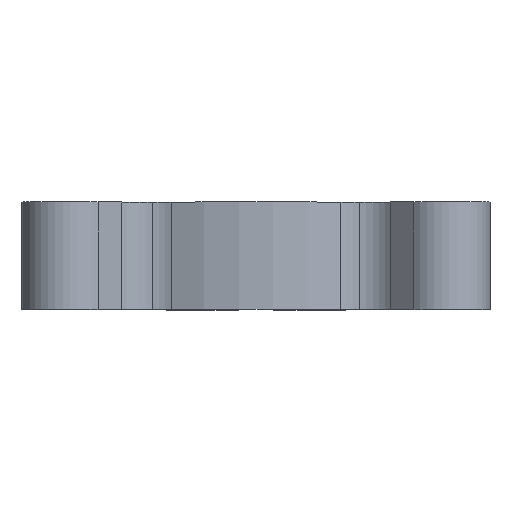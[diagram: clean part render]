
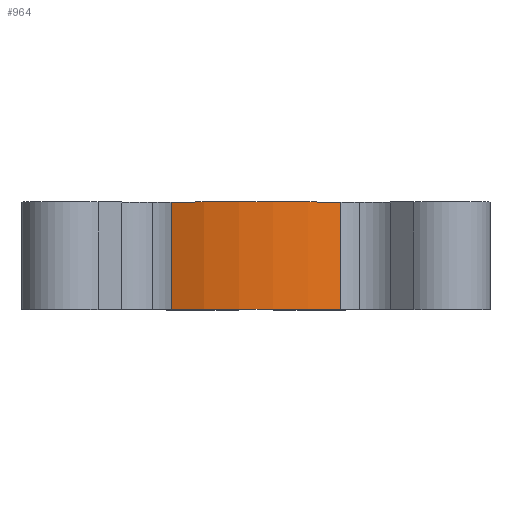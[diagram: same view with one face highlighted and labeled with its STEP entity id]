
A CAD part, top view. The second image highlights one B-rep face of the part: STEP entity #964.
In plain terms, the highlighted cylindrical face has radius 14.72 mm (diameter 29.441 mm), a partial arc.
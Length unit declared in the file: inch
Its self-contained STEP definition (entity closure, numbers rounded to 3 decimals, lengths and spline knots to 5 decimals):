
#113 = DIRECTION ( 'NONE',  ( 0., 1., 0. ) ) ;
#117 = LINE ( 'NONE', #1671, #872 ) ;
#270 = LINE ( 'NONE', #1527, #1693 ) ;
#298 = CIRCLE ( 'NONE', #602, 0.57954 ) ;
#338 = CARTESIAN_POINT ( 'NONE',  ( 0., 0., 0. ) ) ;
#398 = CARTESIAN_POINT ( 'NONE',  ( 0.23772, 0., 0.52854 ) ) ;
#413 = AXIS2_PLACEMENT_3D ( 'NONE', #1590, #1358, #1242 ) ;
#444 = FACE_OUTER_BOUND ( 'NONE', #515, .T. ) ;
#460 = DIRECTION ( 'NONE',  ( 0., 0., 1. ) ) ;
#463 = DIRECTION ( 'NONE',  ( 0., 1., 0. ) ) ;
#489 = CARTESIAN_POINT ( 'NONE',  ( 0., 0.3, 0. ) ) ;
#515 = EDGE_LOOP ( 'NONE', ( #766, #1147, #1475, #808 ) ) ;
#545 = AXIS2_PLACEMENT_3D ( 'NONE', #489, #463, #460 ) ;
#602 = AXIS2_PLACEMENT_3D ( 'NONE', #338, #113, #1513 ) ;
#757 = DIRECTION ( 'NONE',  ( 0., -1., 0. ) ) ;
#766 = ORIENTED_EDGE ( 'NONE', *, *, #1027, .T. ) ;
#799 = CYLINDRICAL_SURFACE ( 'NONE', #413, 0.57954 ) ;
#806 = CARTESIAN_POINT ( 'NONE',  ( -0.23772, 0., 0.52854 ) ) ;
#808 = ORIENTED_EDGE ( 'NONE', *, *, #1168, .T. ) ;
#842 = EDGE_CURVE ( 'NONE', #946, #1062, #1754, .T. ) ;
#872 = VECTOR ( 'NONE', #757, 39.37008 ) ;
#873 = EDGE_CURVE ( 'NONE', #1586, #1062, #270, .T. ) ;
#946 = VERTEX_POINT ( 'NONE', #1486 ) ;
#964 = ADVANCED_FACE ( 'NONE', ( #444 ), #799, .T. ) ;
#1027 = EDGE_CURVE ( 'NONE', #1445, #1586, #298, .T. ) ;
#1062 = VERTEX_POINT ( 'NONE', #1176 ) ;
#1147 = ORIENTED_EDGE ( 'NONE', *, *, #873, .T. ) ;
#1168 = EDGE_CURVE ( 'NONE', #946, #1445, #117, .T. ) ;
#1176 = CARTESIAN_POINT ( 'NONE',  ( 0.23772, 0.3, 0.52854 ) ) ;
#1199 = DIRECTION ( 'NONE',  ( 0., 1., 0. ) ) ;
#1242 = DIRECTION ( 'NONE',  ( 0., 0., -1. ) ) ;
#1358 = DIRECTION ( 'NONE',  ( 0., -1., 0. ) ) ;
#1445 = VERTEX_POINT ( 'NONE', #806 ) ;
#1475 = ORIENTED_EDGE ( 'NONE', *, *, #842, .F. ) ;
#1486 = CARTESIAN_POINT ( 'NONE',  ( -0.23772, 0.3, 0.52854 ) ) ;
#1513 = DIRECTION ( 'NONE',  ( 0., 0., 1. ) ) ;
#1527 = CARTESIAN_POINT ( 'NONE',  ( 0.23772, 0.3, 0.52854 ) ) ;
#1586 = VERTEX_POINT ( 'NONE', #398 ) ;
#1590 = CARTESIAN_POINT ( 'NONE',  ( 0., 0.3, 0. ) ) ;
#1671 = CARTESIAN_POINT ( 'NONE',  ( -0.23772, 0.3, 0.52854 ) ) ;
#1693 = VECTOR ( 'NONE', #1199, 39.37008 ) ;
#1754 = CIRCLE ( 'NONE', #545, 0.57954 ) ;
